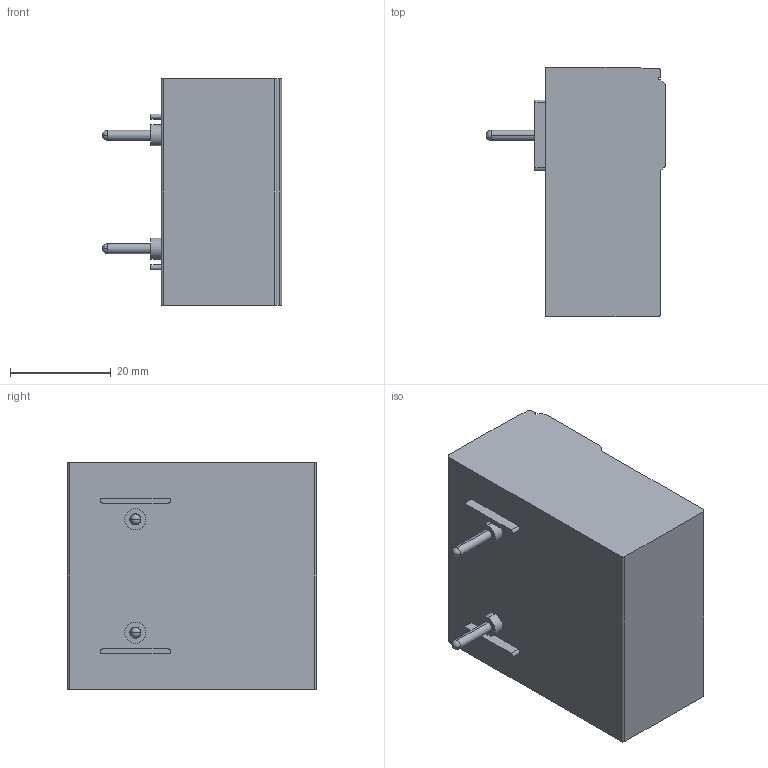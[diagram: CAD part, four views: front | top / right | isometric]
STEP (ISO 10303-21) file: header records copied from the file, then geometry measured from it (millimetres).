
FILE_DESCRIPTION (( 'STEP AP214' ), '1' );
FILE_NAME ('3RH1924_00001640_000__3D.STEP', '2007-01-30T11:30:43', ( 'Uwe Förster' ), ( 'Siemens and Partners' ), 'SwSTEP 2.0', 'SolidWorks 2007', '' );
FILE_SCHEMA (( 'AUTOMOTIVE_DESIGN' ));
Length unit declared in the file: millimetre
Products named in the file (1): 3RH1924_00001640_000__3D
Bounding box: 35.7 x 49.5 x 45 mm (x, y, z)
Volume: 50536 mm3; surface area: 10446.6 mm2
Topology: 7 solids, 7 shells, 205 faces, 528 edges, 348 vertices
Faces by surface type: plane 114, bspline 50, cylinder 33, sphere 8
Entity records: 9825 total; most frequent: CARTESIAN_POINT 3612, ORIENTED_EDGE 1040, DIRECTION 798, EDGE_CURVE 520, VERTEX_POINT 348, VECTOR 338, LINE 338, AXIS2_PLACEMENT_3D 230
